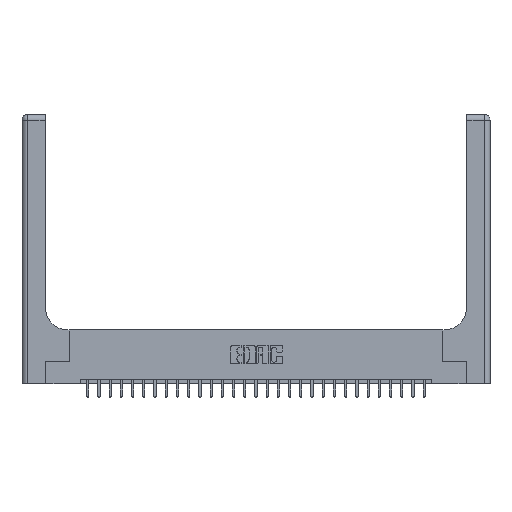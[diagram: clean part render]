
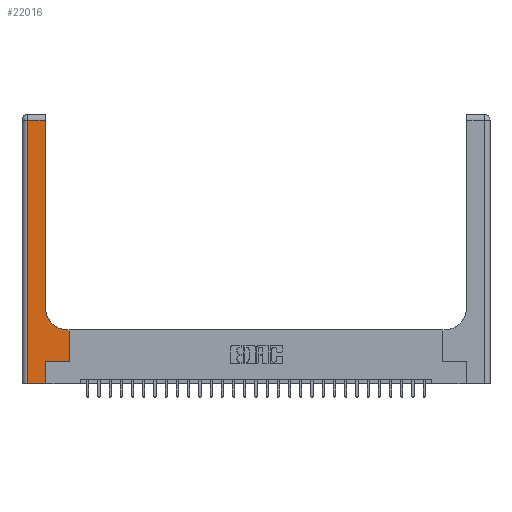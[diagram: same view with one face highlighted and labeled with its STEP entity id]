
A CAD part, top view. The second image highlights one B-rep face of the part: STEP entity #22016.
In plain terms, the highlighted planar face has unit normal (0, 0, 1).
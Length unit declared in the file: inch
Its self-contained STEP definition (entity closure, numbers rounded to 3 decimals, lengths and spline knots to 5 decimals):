
#418 = DIRECTION ( 'NONE',  ( 0., 0., -1. ) ) ;
#445 = LINE ( 'NONE', #11223, #23230 ) ;
#707 = LINE ( 'NONE', #17715, #20931 ) ;
#708 = CARTESIAN_POINT ( 'NONE',  ( 0., 2.94, 0.37 ) ) ;
#1585 = VERTEX_POINT ( 'NONE', #24361 ) ;
#1696 = PLANE ( 'NONE',  #11314 ) ;
#2169 = VERTEX_POINT ( 'NONE', #14462 ) ;
#2453 = DIRECTION ( 'NONE',  ( 0., 1., 0. ) ) ;
#2582 = ORIENTED_EDGE ( 'NONE', *, *, #14655, .T. ) ;
#2972 = DIRECTION ( 'NONE',  ( 0., 1., 0. ) ) ;
#3010 = EDGE_LOOP ( 'NONE', ( #26738, #12698, #7338, #25513, #5206, #2582, #7604, #24185, #12867 ) ) ;
#3616 = DIRECTION ( 'NONE',  ( -1., 0., 0. ) ) ;
#4856 = LINE ( 'NONE', #6946, #9862 ) ;
#4915 = CARTESIAN_POINT ( 'NONE',  ( 0.528, 0.25, 0.37 ) ) ;
#5206 = ORIENTED_EDGE ( 'NONE', *, *, #10439, .T. ) ;
#5816 = DIRECTION ( 'NONE',  ( 0., -1., 0. ) ) ;
#5961 = LINE ( 'NONE', #24792, #11028 ) ;
#6946 = CARTESIAN_POINT ( 'NONE',  ( 0., 0., 0.37 ) ) ;
#7162 = VERTEX_POINT ( 'NONE', #27122 ) ;
#7185 = LINE ( 'NONE', #708, #26322 ) ;
#7278 = CARTESIAN_POINT ( 'NONE',  ( 0.26, 3., 0.37 ) ) ;
#7338 = ORIENTED_EDGE ( 'NONE', *, *, #8482, .T. ) ;
#7604 = ORIENTED_EDGE ( 'NONE', *, *, #20310, .T. ) ;
#7636 = DIRECTION ( 'NONE',  ( 0., 0., -1. ) ) ;
#8482 = EDGE_CURVE ( 'NONE', #1585, #16753, #5961, .T. ) ;
#9095 = VECTOR ( 'NONE', #24347, 39.37008 ) ;
#9862 = VECTOR ( 'NONE', #21734, 39.37008 ) ;
#10439 = EDGE_CURVE ( 'NONE', #24868, #2169, #445, .T. ) ;
#11028 = VECTOR ( 'NONE', #5816, 39.37008 ) ;
#11223 = CARTESIAN_POINT ( 'NONE',  ( 0.265, 0., 0.37 ) ) ;
#11314 = AXIS2_PLACEMENT_3D ( 'NONE', #16244, #7636, #3616 ) ;
#11851 = CARTESIAN_POINT ( 'NONE',  ( 0.528, 0.25, 0.37 ) ) ;
#12154 = EDGE_CURVE ( 'NONE', #25426, #21249, #26821, .T. ) ;
#12449 = CARTESIAN_POINT ( 'NONE',  ( 0.265, 0., 0.37 ) ) ;
#12698 = ORIENTED_EDGE ( 'NONE', *, *, #14502, .T. ) ;
#12867 = ORIENTED_EDGE ( 'NONE', *, *, #12154, .T. ) ;
#13305 = DIRECTION ( 'NONE',  ( -1., 0., 0. ) ) ;
#13518 = LINE ( 'NONE', #4915, #17860 ) ;
#14462 = CARTESIAN_POINT ( 'NONE',  ( 0.265, 0.25, 0.37 ) ) ;
#14502 = EDGE_CURVE ( 'NONE', #7162, #1585, #7185, .T. ) ;
#14655 = EDGE_CURVE ( 'NONE', #2169, #20350, #20195, .T. ) ;
#14898 = AXIS2_PLACEMENT_3D ( 'NONE', #19373, #418, #23905 ) ;
#15931 = EDGE_CURVE ( 'NONE', #16753, #24868, #4856, .T. ) ;
#16244 = CARTESIAN_POINT ( 'NONE',  ( 0., 3., 0.37 ) ) ;
#16753 = VERTEX_POINT ( 'NONE', #24166 ) ;
#17715 = CARTESIAN_POINT ( 'NONE',  ( 0.26, 0.6, 0.37 ) ) ;
#17860 = VECTOR ( 'NONE', #2972, 39.37008 ) ;
#18457 = FACE_OUTER_BOUND ( 'NONE', #3010, .T. ) ;
#18536 = CARTESIAN_POINT ( 'NONE',  ( 0.528, 0.6, 0.37 ) ) ;
#19373 = CARTESIAN_POINT ( 'NONE',  ( 0.51, 0.85, 0.37 ) ) ;
#19872 = EDGE_CURVE ( 'NONE', #23471, #25426, #707, .T. ) ;
#20195 = LINE ( 'NONE', #22266, #9095 ) ;
#20201 = CARTESIAN_POINT ( 'NONE',  ( 0.26, 0.85, 0.37 ) ) ;
#20310 = EDGE_CURVE ( 'NONE', #20350, #23471, #13518, .T. ) ;
#20350 = VERTEX_POINT ( 'NONE', #11851 ) ;
#20931 = VECTOR ( 'NONE', #23684, 39.37008 ) ;
#21249 = VERTEX_POINT ( 'NONE', #20201 ) ;
#21257 = CARTESIAN_POINT ( 'NONE',  ( 0.51, 0.6, 0.37 ) ) ;
#21416 = LINE ( 'NONE', #7278, #23443 ) ;
#21734 = DIRECTION ( 'NONE',  ( 1., 0., 0. ) ) ;
#22016 = ADVANCED_FACE ( 'NONE', ( #18457 ), #1696, .F. ) ;
#22266 = CARTESIAN_POINT ( 'NONE',  ( 0.265, 0.25, 0.37 ) ) ;
#23230 = VECTOR ( 'NONE', #23814, 39.37008 ) ;
#23443 = VECTOR ( 'NONE', #2453, 39.37008 ) ;
#23471 = VERTEX_POINT ( 'NONE', #18536 ) ;
#23684 = DIRECTION ( 'NONE',  ( -1., 0., 0. ) ) ;
#23814 = DIRECTION ( 'NONE',  ( 0., 1., 0. ) ) ;
#23905 = DIRECTION ( 'NONE',  ( 1., 0., 0. ) ) ;
#24166 = CARTESIAN_POINT ( 'NONE',  ( 0.06, 0., 0.37 ) ) ;
#24185 = ORIENTED_EDGE ( 'NONE', *, *, #19872, .T. ) ;
#24347 = DIRECTION ( 'NONE',  ( 1., 0., 0. ) ) ;
#24361 = CARTESIAN_POINT ( 'NONE',  ( 0.06, 2.94, 0.37 ) ) ;
#24792 = CARTESIAN_POINT ( 'NONE',  ( 0.06, 3., 0.37 ) ) ;
#24868 = VERTEX_POINT ( 'NONE', #12449 ) ;
#25426 = VERTEX_POINT ( 'NONE', #21257 ) ;
#25513 = ORIENTED_EDGE ( 'NONE', *, *, #15931, .T. ) ;
#26322 = VECTOR ( 'NONE', #13305, 39.37008 ) ;
#26738 = ORIENTED_EDGE ( 'NONE', *, *, #26921, .T. ) ;
#26821 = CIRCLE ( 'NONE', #14898, 0.25 ) ;
#26921 = EDGE_CURVE ( 'NONE', #21249, #7162, #21416, .T. ) ;
#27122 = CARTESIAN_POINT ( 'NONE',  ( 0.26, 2.94, 0.37 ) ) ;
